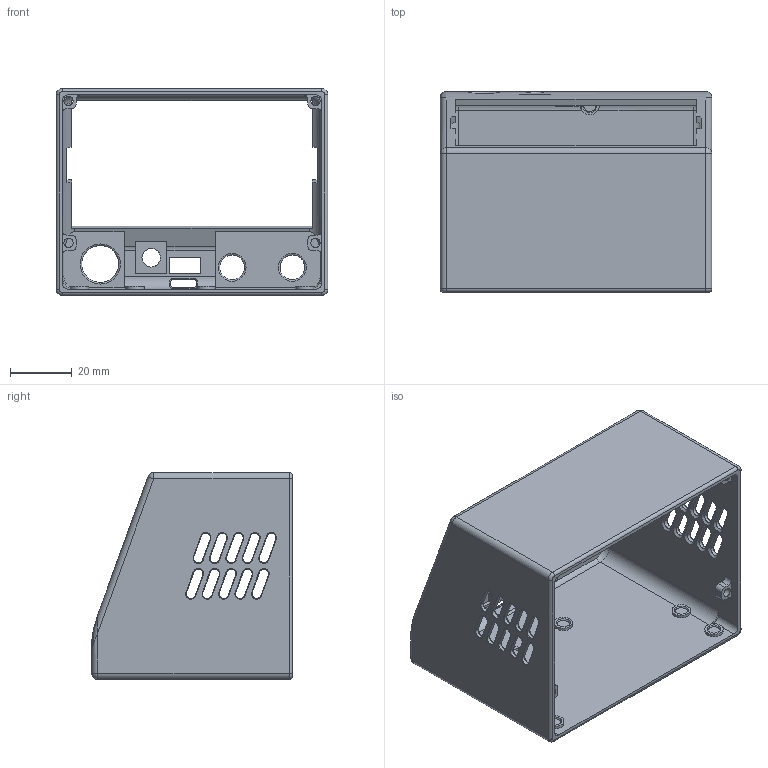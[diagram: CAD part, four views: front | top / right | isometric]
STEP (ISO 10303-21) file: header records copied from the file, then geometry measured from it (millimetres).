
FILE_DESCRIPTION(('FreeCAD Model'),'2;1');
FILE_NAME('Open CASCADE Shape Model','2025-08-05T16:49:53',(''),(''), 'Open CASCADE STEP processor 7.8','FreeCAD','Unknown');
FILE_SCHEMA(('AUTOMOTIVE_DESIGN { 1 0 10303 214 1 1 1 1 }'));
Length unit declared in the file: millimetre
Products named in the file (1): Main
Bounding box: 88 x 65 x 67 mm (x, y, z)
Volume: 38493.2 mm3; surface area: 38218.3 mm2
Topology: 1 solids, 1 shells, 471 faces, 1136 edges, 676 vertices
Faces by surface type: plane 176, cylinder 164, torus 55, cone 54, bspline 12, sphere 10
Full cylindrical faces by diameter (mm): 2.25 x7, 3 x4, 4 x7, 6 x6, 8 x2, 12 x1
Entity records: 15078 total; most frequent: CARTESIAN_POINT 3873, DIRECTION 2470, ORIENTED_EDGE 2248, EDGE_CURVE 1124, AXIS2_PLACEMENT_3D 938, VERTEX_POINT 676, LINE 594, VECTOR 594
